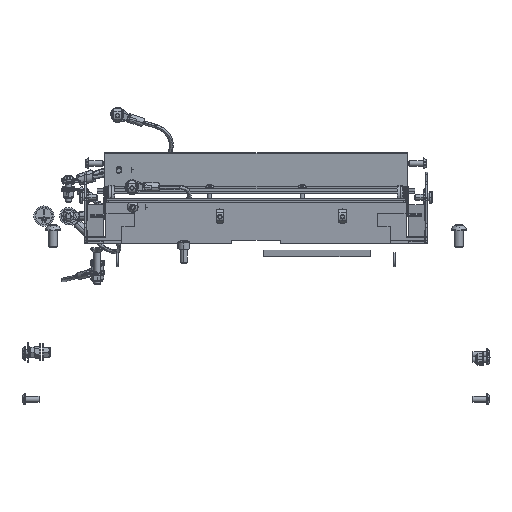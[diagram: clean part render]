
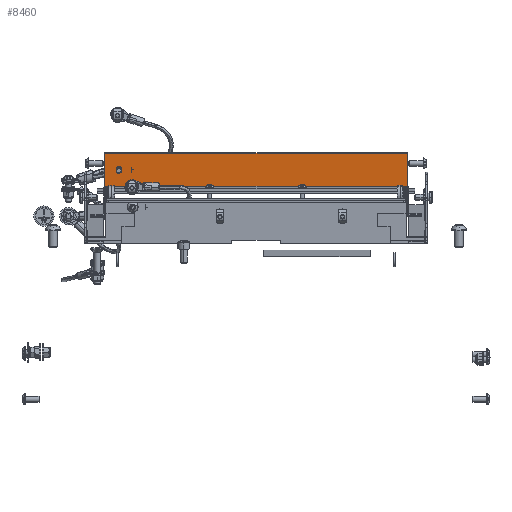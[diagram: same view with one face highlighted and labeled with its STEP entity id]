
A CAD part, top view. The second image highlights one B-rep face of the part: STEP entity #8460.
In plain terms, the highlighted face is planar.
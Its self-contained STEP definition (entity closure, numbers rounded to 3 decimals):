
#244 = VERTEX_POINT ( 'NONE', #27023 ) ;
#570 = EDGE_CURVE ( 'NONE', #3773, #244, #13030, .T. ) ;
#1243 = CARTESIAN_POINT ( 'NONE',  ( 105., 2., 2. ) ) ;
#1634 = CARTESIAN_POINT ( 'NONE',  ( 105., 2., 2. ) ) ;
#2360 = CARTESIAN_POINT ( 'NONE',  ( 105., 25., 2. ) ) ;
#2601 = VERTEX_POINT ( 'NONE', #24192 ) ;
#3056 = ORIENTED_EDGE ( 'NONE', *, *, #27487, .T. ) ;
#3148 = DIRECTION ( 'NONE',  ( 0., 0., 1. ) ) ;
#3240 = DIRECTION ( 'NONE',  ( 0., -1., 0. ) ) ;
#3255 = ORIENTED_EDGE ( 'NONE', *, *, #11873, .F. ) ;
#3773 = VERTEX_POINT ( 'NONE', #21459 ) ;
#5453 = VECTOR ( 'NONE', #22265, 1000. ) ;
#6265 = DIRECTION ( 'NONE',  ( 0., 0., -1. ) ) ;
#7510 = CARTESIAN_POINT ( 'NONE',  ( -95., 14., 2. ) ) ;
#8460 = ADVANCED_FACE ( 'NONE', ( #28585, #29143 ), #25051, .F. ) ;
#8685 = EDGE_LOOP ( 'NONE', ( #22222, #15641, #9615, #3056 ) ) ;
#9615 = ORIENTED_EDGE ( 'NONE', *, *, #13503, .F. ) ;
#11873 = EDGE_CURVE ( 'NONE', #244, #3773, #13804, .T. ) ;
#13030 = CIRCLE ( 'NONE', #47944, 1.65 ) ;
#13503 = EDGE_CURVE ( 'NONE', #38257, #21993, #21285, .T. ) ;
#13538 = DIRECTION ( 'NONE',  ( 0., 1., 0. ) ) ;
#13804 = CIRCLE ( 'NONE', #39955, 1.65 ) ;
#14133 = DIRECTION ( 'NONE',  ( 1., 0., 0. ) ) ;
#15641 = ORIENTED_EDGE ( 'NONE', *, *, #38830, .F. ) ;
#16036 = DIRECTION ( 'NONE',  ( 0., -1., 0. ) ) ;
#18569 = CARTESIAN_POINT ( 'NONE',  ( -95., 14., 2. ) ) ;
#20161 = CARTESIAN_POINT ( 'NONE',  ( -105., 25., 2. ) ) ;
#20781 = EDGE_CURVE ( 'NONE', #22216, #2601, #41367, .T. ) ;
#21285 = LINE ( 'NONE', #1634, #24179 ) ;
#21459 = CARTESIAN_POINT ( 'NONE',  ( -96.65, 14., 2. ) ) ;
#21894 = LINE ( 'NONE', #38391, #37462 ) ;
#21993 = VERTEX_POINT ( 'NONE', #1243 ) ;
#22216 = VERTEX_POINT ( 'NONE', #20161 ) ;
#22222 = ORIENTED_EDGE ( 'NONE', *, *, #20781, .T. ) ;
#22265 = DIRECTION ( 'NONE',  ( -1., 0., 0. ) ) ;
#24179 = VECTOR ( 'NONE', #16036, 1000. ) ;
#24192 = CARTESIAN_POINT ( 'NONE',  ( -105., 2., 2. ) ) ;
#25051 = PLANE ( 'NONE',  #44516 ) ;
#27023 = CARTESIAN_POINT ( 'NONE',  ( -93.35, 14., 2. ) ) ;
#27231 = DIRECTION ( 'NONE',  ( -1., 0., 0. ) ) ;
#27233 = DIRECTION ( 'NONE',  ( 1., 0., 0. ) ) ;
#27487 = EDGE_CURVE ( 'NONE', #38257, #22216, #21894, .T. ) ;
#28585 = FACE_BOUND ( 'NONE', #32582, .T. ) ;
#29143 = FACE_OUTER_BOUND ( 'NONE', #8685, .T. ) ;
#29851 = DIRECTION ( 'NONE',  ( 0., 0., 1. ) ) ;
#32385 = CARTESIAN_POINT ( 'NONE',  ( 105., 2., 2. ) ) ;
#32582 = EDGE_LOOP ( 'NONE', ( #3255, #37591 ) ) ;
#33315 = VECTOR ( 'NONE', #3240, 1000. ) ;
#36200 = CARTESIAN_POINT ( 'NONE',  ( -105., 2., 2. ) ) ;
#37462 = VECTOR ( 'NONE', #27231, 1000. ) ;
#37591 = ORIENTED_EDGE ( 'NONE', *, *, #570, .F. ) ;
#38257 = VERTEX_POINT ( 'NONE', #2360 ) ;
#38391 = CARTESIAN_POINT ( 'NONE',  ( 105., 25., 2. ) ) ;
#38830 = EDGE_CURVE ( 'NONE', #21993, #2601, #40215, .T. ) ;
#39955 = AXIS2_PLACEMENT_3D ( 'NONE', #18569, #3148, #14133 ) ;
#40215 = LINE ( 'NONE', #47848, #5453 ) ;
#41367 = LINE ( 'NONE', #36200, #33315 ) ;
#44516 = AXIS2_PLACEMENT_3D ( 'NONE', #32385, #6265, #13538 ) ;
#47848 = CARTESIAN_POINT ( 'NONE',  ( 105., 2., 2. ) ) ;
#47944 = AXIS2_PLACEMENT_3D ( 'NONE', #7510, #29851, #27233 ) ;
